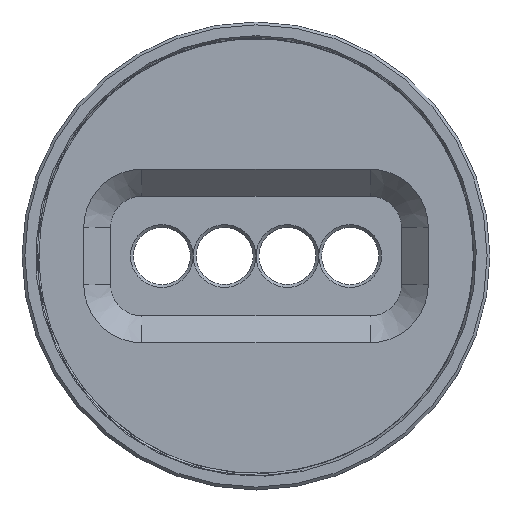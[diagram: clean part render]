
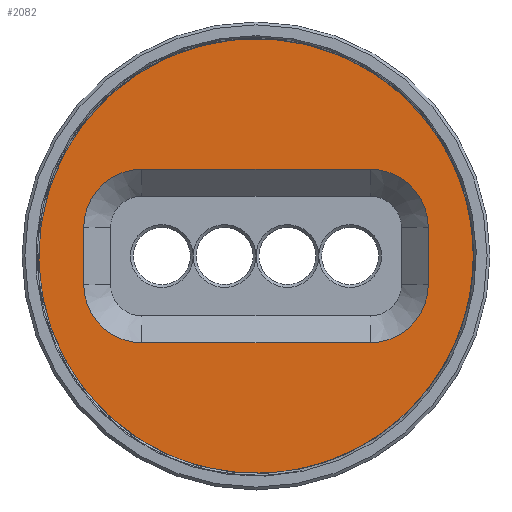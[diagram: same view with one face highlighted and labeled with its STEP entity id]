
A CAD part, top view. The second image highlights one B-rep face of the part: STEP entity #2082.
In plain terms, the highlighted planar face has unit normal (0, 0, 1).
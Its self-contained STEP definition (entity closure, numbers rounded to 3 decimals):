
#24=LINE('',#3988,#150);
#25=LINE('',#3993,#151);
#26=LINE('',#3997,#152);
#27=LINE('',#4001,#153);
#150=VECTOR('',#2555,1000.);
#151=VECTOR('',#2558,1000.);
#152=VECTOR('',#2561,1000.);
#153=VECTOR('',#2564,1000.);
#276=PLANE('',#2243);
#366=CIRCLE('',#2239,38.1);
#369=CIRCLE('',#2244,10.2);
#370=CIRCLE('',#2245,10.2);
#371=CIRCLE('',#2246,10.2);
#372=CIRCLE('',#2247,10.2);
#578=B_SPLINE_CURVE_WITH_KNOTS('',3,(#3545,#3546,#3547,#3548,#3549,#3550,
#3551),.UNSPECIFIED.,.F.,.F.,(4,1,1,1,4),(0.,0.019,
0.038,0.056,0.075),.UNSPECIFIED.);
#580=B_SPLINE_CURVE_WITH_KNOTS('',3,(#3963,#3964,#3965,#3966,#3967,#3968,
#3969),.UNSPECIFIED.,.F.,.F.,(4,1,1,1,4),(0.,0.019,0.038,
0.056,0.075),.UNSPECIFIED.);
#603=ORIENTED_EDGE('',*,*,#1191,.T.);
#604=ORIENTED_EDGE('',*,*,#1192,.T.);
#605=ORIENTED_EDGE('',*,*,#1193,.T.);
#606=ORIENTED_EDGE('',*,*,#1194,.T.);
#607=ORIENTED_EDGE('',*,*,#1195,.T.);
#608=ORIENTED_EDGE('',*,*,#1196,.T.);
#609=ORIENTED_EDGE('',*,*,#1197,.T.);
#610=ORIENTED_EDGE('',*,*,#1198,.T.);
#611=ORIENTED_EDGE('',*,*,#1188,.F.);
#612=ORIENTED_EDGE('',*,*,#1182,.F.);
#613=ORIENTED_EDGE('',*,*,#1186,.F.);
#1182=EDGE_CURVE('',#1478,#1480,#578,.T.);
#1186=EDGE_CURVE('',#1483,#1478,#580,.T.);
#1188=EDGE_CURVE('',#1480,#1483,#366,.T.);
#1191=EDGE_CURVE('',#1485,#1486,#24,.T.);
#1192=EDGE_CURVE('',#1486,#1487,#369,.F.);
#1193=EDGE_CURVE('',#1487,#1488,#25,.T.);
#1194=EDGE_CURVE('',#1488,#1489,#370,.F.);
#1195=EDGE_CURVE('',#1489,#1490,#26,.T.);
#1196=EDGE_CURVE('',#1490,#1491,#371,.F.);
#1197=EDGE_CURVE('',#1491,#1492,#27,.T.);
#1198=EDGE_CURVE('',#1492,#1485,#372,.F.);
#1478=VERTEX_POINT('',#3543);
#1480=VERTEX_POINT('',#3552);
#1483=VERTEX_POINT('',#3962);
#1485=VERTEX_POINT('',#3989);
#1486=VERTEX_POINT('',#3990);
#1487=VERTEX_POINT('',#3992);
#1488=VERTEX_POINT('',#3994);
#1489=VERTEX_POINT('',#3996);
#1490=VERTEX_POINT('',#3998);
#1491=VERTEX_POINT('',#4000);
#1492=VERTEX_POINT('',#4002);
#1685=EDGE_LOOP('',(#603,#604,#605,#606,#607,#608,#609,#610));
#1686=EDGE_LOOP('',(#611,#612,#613));
#1883=FACE_BOUND('',#1685,.T.);
#1884=FACE_BOUND('',#1686,.T.);
#2082=ADVANCED_FACE('',(#1883,#1884),#276,.T.);
#2239=AXIS2_PLACEMENT_3D('',#3982,#2545,#2546);
#2243=AXIS2_PLACEMENT_3D('',#3987,#2553,#2554);
#2244=AXIS2_PLACEMENT_3D('',#3991,#2556,#2557);
#2245=AXIS2_PLACEMENT_3D('',#3995,#2559,#2560);
#2246=AXIS2_PLACEMENT_3D('',#3999,#2562,#2563);
#2247=AXIS2_PLACEMENT_3D('',#4003,#2565,#2566);
#2545=DIRECTION('',(0.,0.,-1.));
#2546=DIRECTION('',(1.,0.,0.));
#2553=DIRECTION('',(0.,0.,1.));
#2554=DIRECTION('',(0.,-1.,0.));
#2555=DIRECTION('',(1.,0.,0.));
#2556=DIRECTION('',(0.,0.,1.));
#2557=DIRECTION('',(0.,-1.,0.));
#2558=DIRECTION('',(0.,-1.,0.));
#2559=DIRECTION('',(0.,0.,1.));
#2560=DIRECTION('',(0.,-1.,0.));
#2561=DIRECTION('',(-1.,0.,0.));
#2562=DIRECTION('',(0.,0.,1.));
#2563=DIRECTION('',(0.,-1.,0.));
#2564=DIRECTION('',(0.,1.,0.));
#2565=DIRECTION('',(0.,0.,1.));
#2566=DIRECTION('',(0.,-1.,0.));
#3543=CARTESIAN_POINT('',(38.506,0.,6.));
#3545=CARTESIAN_POINT('',(38.506,0.,6.));
#3546=CARTESIAN_POINT('',(38.474,-6.27,6.));
#3547=CARTESIAN_POINT('',(35.28,-18.78,6.));
#3548=CARTESIAN_POINT('',(22.231,-33.105,6.));
#3549=CARTESIAN_POINT('',(3.954,-39.576,6.));
#3550=CARTESIAN_POINT('',(-8.81,-37.63,6.));
#3551=CARTESIAN_POINT('',(-14.589,-35.196,6.));
#3552=CARTESIAN_POINT('',(-14.589,-35.196,6.));
#3962=CARTESIAN_POINT('',(-14.589,35.196,6.));
#3963=CARTESIAN_POINT('',(-14.589,35.196,6.));
#3964=CARTESIAN_POINT('',(-8.81,37.629,6.));
#3965=CARTESIAN_POINT('',(3.956,39.576,6.));
#3966=CARTESIAN_POINT('',(22.231,33.105,6.));
#3967=CARTESIAN_POINT('',(35.279,18.782,6.));
#3968=CARTESIAN_POINT('',(38.474,6.27,6.));
#3969=CARTESIAN_POINT('',(38.506,0.,6.));
#3982=CARTESIAN_POINT('',(0.,0.,6.));
#3987=CARTESIAN_POINT('',(0.,0.,6.));
#3988=CARTESIAN_POINT('',(0.,15.2,6.));
#3989=CARTESIAN_POINT('',(-20.,15.2,6.));
#3990=CARTESIAN_POINT('',(20.,15.2,6.));
#3991=CARTESIAN_POINT('',(20.,5.,6.));
#3992=CARTESIAN_POINT('',(30.2,5.,6.));
#3993=CARTESIAN_POINT('',(30.2,-5.,6.));
#3994=CARTESIAN_POINT('',(30.2,-5.,6.));
#3995=CARTESIAN_POINT('',(20.,-5.,6.));
#3996=CARTESIAN_POINT('',(20.,-15.2,6.));
#3997=CARTESIAN_POINT('',(0.,-15.2,6.));
#3998=CARTESIAN_POINT('',(-20.,-15.2,6.));
#3999=CARTESIAN_POINT('',(-20.,-5.,6.));
#4000=CARTESIAN_POINT('',(-30.2,-5.,6.));
#4001=CARTESIAN_POINT('',(-30.2,0.,6.));
#4002=CARTESIAN_POINT('',(-30.2,5.,6.));
#4003=CARTESIAN_POINT('',(-20.,5.,6.));
